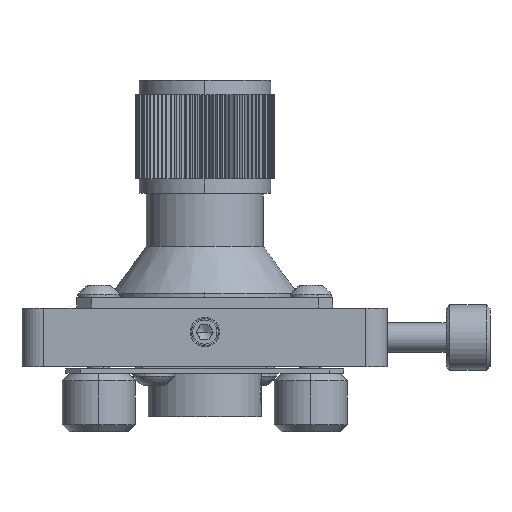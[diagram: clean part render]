
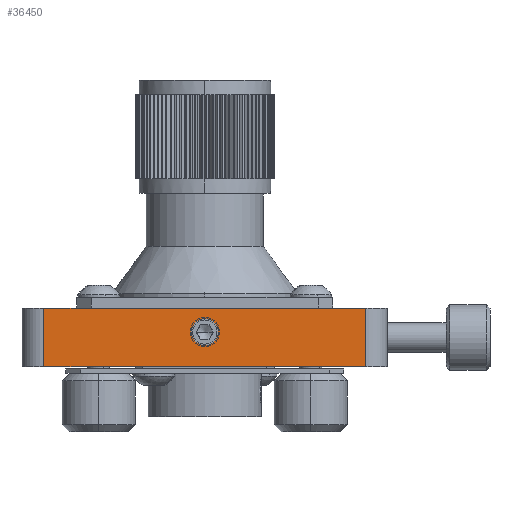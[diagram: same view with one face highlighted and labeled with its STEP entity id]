
A CAD part, left-side view. The second image highlights one B-rep face of the part: STEP entity #36450.
In plain terms, the highlighted planar face has unit normal (-1, 0, 0).
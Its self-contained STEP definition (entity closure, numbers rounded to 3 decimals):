
#711 = DIRECTION ( 'NONE',  ( 0., 0., 1. ) ) ;
#1309 = VECTOR ( 'NONE', #711, 1000. ) ;
#1590 = DIRECTION ( 'NONE',  ( -1., 0., 0. ) ) ;
#2951 = EDGE_LOOP ( 'NONE', ( #31406, #16988 ) ) ;
#3456 = CARTESIAN_POINT ( 'NONE',  ( -25., 22., 0. ) ) ;
#3722 = LINE ( 'NONE', #4921, #34347 ) ;
#4302 = EDGE_CURVE ( 'NONE', #34232, #13066, #31052, .T. ) ;
#4658 = DIRECTION ( 'NONE',  ( 0., 0., 1. ) ) ;
#4921 = CARTESIAN_POINT ( 'NONE',  ( -25., -22., -8. ) ) ;
#5466 = EDGE_CURVE ( 'NONE', #13066, #35549, #30977, .T. ) ;
#6026 = AXIS2_PLACEMENT_3D ( 'NONE', #16288, #1590, #34430 ) ;
#6863 = PLANE ( 'NONE',  #28925 ) ;
#6945 = ORIENTED_EDGE ( 'NONE', *, *, #10889, .T. ) ;
#7301 = FACE_BOUND ( 'NONE', #2951, .T. ) ;
#7884 = DIRECTION ( 'NONE',  ( 0., -1., 0. ) ) ;
#8213 = FACE_OUTER_BOUND ( 'NONE', #9578, .T. ) ;
#8749 = EDGE_CURVE ( 'NONE', #34232, #20314, #12607, .T. ) ;
#9578 = EDGE_LOOP ( 'NONE', ( #12173, #34474, #20879, #6945 ) ) ;
#9703 = AXIS2_PLACEMENT_3D ( 'NONE', #35762, #17703, #20850 ) ;
#10889 = EDGE_CURVE ( 'NONE', #20314, #35549, #3722, .T. ) ;
#10898 = CARTESIAN_POINT ( 'NONE',  ( -25., 22., -8. ) ) ;
#12173 = ORIENTED_EDGE ( 'NONE', *, *, #5466, .F. ) ;
#12607 = LINE ( 'NONE', #10898, #22802 ) ;
#13066 = VERTEX_POINT ( 'NONE', #3456 ) ;
#15314 = DIRECTION ( 'NONE',  ( 0., -1., 0. ) ) ;
#16288 = CARTESIAN_POINT ( 'NONE',  ( -25., 0., -3.25 ) ) ;
#16988 = ORIENTED_EDGE ( 'NONE', *, *, #26304, .F. ) ;
#17703 = DIRECTION ( 'NONE',  ( -1., 0., 0. ) ) ;
#18562 = CARTESIAN_POINT ( 'NONE',  ( -25., 22., -8. ) ) ;
#19656 = CARTESIAN_POINT ( 'NONE',  ( -25., 1.65, -3.25 ) ) ;
#19828 = CARTESIAN_POINT ( 'NONE',  ( -25., -1.65, -3.25 ) ) ;
#20314 = VERTEX_POINT ( 'NONE', #36664 ) ;
#20322 = VECTOR ( 'NONE', #27368, 1000. ) ;
#20850 = DIRECTION ( 'NONE',  ( 0., -1., 0. ) ) ;
#20879 = ORIENTED_EDGE ( 'NONE', *, *, #8749, .T. ) ;
#21221 = VERTEX_POINT ( 'NONE', #19828 ) ;
#22802 = VECTOR ( 'NONE', #7884, 1000. ) ;
#24328 = CIRCLE ( 'NONE', #9703, 1.65 ) ;
#25504 = CARTESIAN_POINT ( 'NONE',  ( -25., 22., -8. ) ) ;
#26304 = EDGE_CURVE ( 'NONE', #32943, #21221, #24328, .T. ) ;
#26871 = EDGE_CURVE ( 'NONE', #21221, #32943, #35894, .T. ) ;
#27368 = DIRECTION ( 'NONE',  ( 0., -1., 0. ) ) ;
#28925 = AXIS2_PLACEMENT_3D ( 'NONE', #18562, #33082, #15314 ) ;
#30977 = LINE ( 'NONE', #36210, #20322 ) ;
#31052 = LINE ( 'NONE', #38492, #1309 ) ;
#31406 = ORIENTED_EDGE ( 'NONE', *, *, #26871, .F. ) ;
#31706 = CARTESIAN_POINT ( 'NONE',  ( -25., -22., 0. ) ) ;
#32943 = VERTEX_POINT ( 'NONE', #19656 ) ;
#33082 = DIRECTION ( 'NONE',  ( -1., 0., 0. ) ) ;
#34232 = VERTEX_POINT ( 'NONE', #25504 ) ;
#34347 = VECTOR ( 'NONE', #4658, 1000. ) ;
#34430 = DIRECTION ( 'NONE',  ( 0., -1., 0. ) ) ;
#34474 = ORIENTED_EDGE ( 'NONE', *, *, #4302, .F. ) ;
#35549 = VERTEX_POINT ( 'NONE', #31706 ) ;
#35762 = CARTESIAN_POINT ( 'NONE',  ( -25., 0., -3.25 ) ) ;
#35894 = CIRCLE ( 'NONE', #6026, 1.65 ) ;
#36210 = CARTESIAN_POINT ( 'NONE',  ( -25., 22., 0. ) ) ;
#36450 = ADVANCED_FACE ( 'NONE', ( #7301, #8213 ), #6863, .T. ) ;
#36664 = CARTESIAN_POINT ( 'NONE',  ( -25., -22., -8. ) ) ;
#38492 = CARTESIAN_POINT ( 'NONE',  ( -25., 22., -8. ) ) ;
